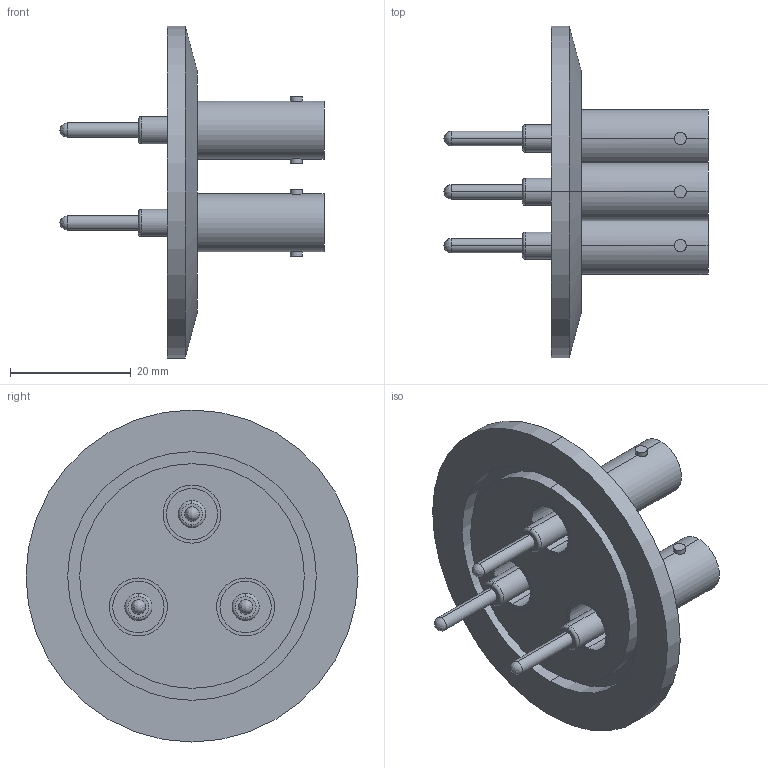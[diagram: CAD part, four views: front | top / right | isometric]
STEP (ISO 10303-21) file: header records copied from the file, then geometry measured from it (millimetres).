
FILE_DESCRIPTION (( 'STEP AP214' ), '1' );
FILE_NAME ('242-BNC50-K40-3.step', '2025-02-18T20:44:38', ( '' ), ( '' ), 'SwSTEP 2.0', 'SolidWorks 2022', '' );
FILE_SCHEMA (( 'AUTOMOTIVE_DESIGN' ));
Length unit declared in the file: millimetre
Products named in the file (3): 9431-K40-9.6-3_DN40 KF; 242-BNC50-K40-3; 242-BNC50-I
Assembly tree (4 placements, depth 2):
  242-BNC50-K40-3
    9431-K40-9.6-3_DN40 KF
    242-BNC50-I  x3
Bounding box: 43.75 x 55 x 55 mm (x, y, z)
Volume: 9004.6 mm3; surface area: 11348.5 mm2
Topology: 1 solids, 7 shells, 126 faces, 268 edges, 164 vertices
Faces by surface type: cylinder 72, plane 34, torus 12, bspline 6, cone 2
Entity records: 1685 total; most frequent: CARTESIAN_POINT 344, DIRECTION 300, ORIENTED_EDGE 222, AXIS2_PLACEMENT_3D 132, EDGE_CURVE 112, CIRCLE 72, VERTEX_POINT 72, EDGE_LOOP 69
